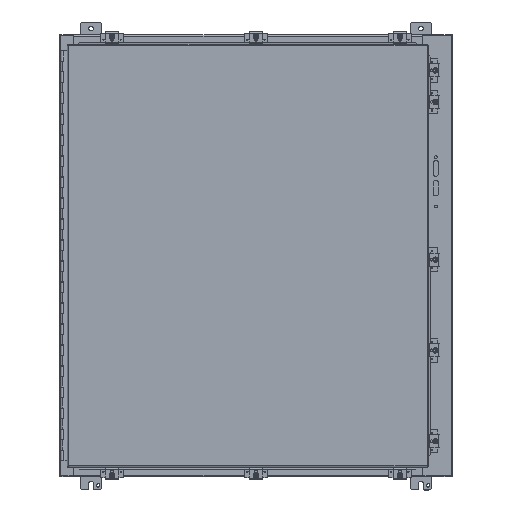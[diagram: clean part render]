
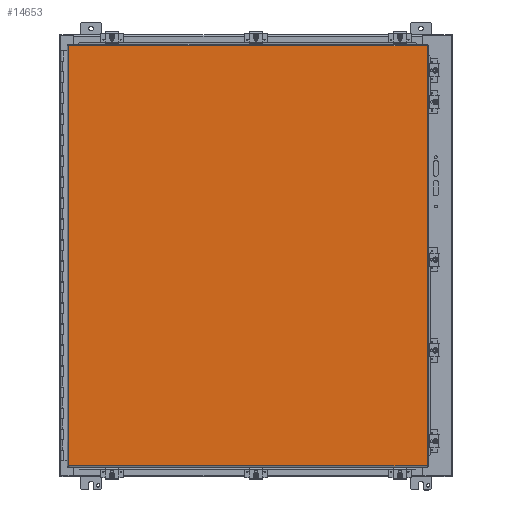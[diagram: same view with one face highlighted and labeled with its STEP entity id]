
A CAD part, top view. The second image highlights one B-rep face of the part: STEP entity #14653.
In plain terms, the highlighted planar face has unit normal (0, 0, 1).
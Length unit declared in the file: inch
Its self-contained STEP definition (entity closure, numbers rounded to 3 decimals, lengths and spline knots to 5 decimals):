
#615=PLANE('',#15539);
#1201=FACE_OUTER_BOUND('',#2016,.T.);
#2016=EDGE_LOOP('',(#10733,#10734,#10735,#10736));
#3036=LINE('',#21817,#4569);
#3042=LINE('',#21898,#4575);
#3048=LINE('',#21980,#4581);
#3055=LINE('',#22061,#4588);
#4569=VECTOR('',#17483,39.977);
#4575=VECTOR('',#17497,34.13325);
#4581=VECTOR('',#17511,39.977);
#4588=VECTOR('',#17528,34.13325);
#6547=VERTEX_POINT('',#21808);
#6548=VERTEX_POINT('',#21816);
#6551=VERTEX_POINT('',#21890);
#6555=VERTEX_POINT('',#21972);
#8105=EDGE_CURVE('',#6548,#6547,#3036,.T.);
#8115=EDGE_CURVE('',#6547,#6551,#3042,.T.);
#8125=EDGE_CURVE('',#6551,#6555,#3048,.T.);
#8136=EDGE_CURVE('',#6555,#6548,#3055,.T.);
#10733=ORIENTED_EDGE('',*,*,#8105,.T.);
#10734=ORIENTED_EDGE('',*,*,#8115,.T.);
#10735=ORIENTED_EDGE('',*,*,#8125,.T.);
#10736=ORIENTED_EDGE('',*,*,#8136,.T.);
#14653=ADVANCED_FACE('',(#1201),#615,.T.);
#15539=AXIS2_PLACEMENT_3D('',#22129,#17538,#17539);
#17483=DIRECTION('',(0.,1.,0.));
#17497=DIRECTION('',(-1.,0.,0.));
#17511=DIRECTION('',(0.,-1.,0.));
#17528=DIRECTION('',(1.,0.,0.));
#17538=DIRECTION('center_axis',(0.,0.,1.));
#17539=DIRECTION('ref_axis',(1.,0.,0.));
#21808=CARTESIAN_POINT('',(34.2385,40.08225,0.074));
#21816=CARTESIAN_POINT('',(34.2385,0.10525,0.074));
#21817=CARTESIAN_POINT('',(34.2385,10.0995,0.074));
#21890=CARTESIAN_POINT('',(0.10525,40.08225,0.074));
#21898=CARTESIAN_POINT('',(25.70519,40.08225,0.074));
#21972=CARTESIAN_POINT('',(0.10525,0.10525,0.074));
#21980=CARTESIAN_POINT('',(0.10525,30.088,0.074));
#22061=CARTESIAN_POINT('',(8.63856,0.10525,0.074));
#22129=CARTESIAN_POINT('Origin',(17.17188,20.09375,0.074));
